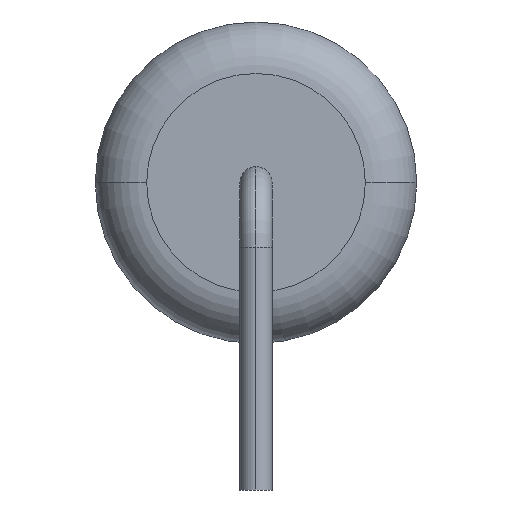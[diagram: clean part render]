
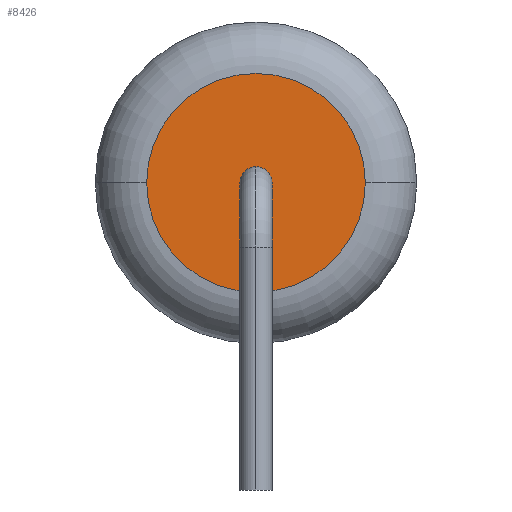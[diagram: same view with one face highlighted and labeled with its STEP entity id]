
A CAD part, left-side view. The second image highlights one B-rep face of the part: STEP entity #8426.
In plain terms, the highlighted planar face has unit normal (-1, 0, 0).
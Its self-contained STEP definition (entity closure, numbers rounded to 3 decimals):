
#822 = ORIENTED_EDGE ( 'NONE', *, *, #13022, .T. ) ;
#875 = CARTESIAN_POINT ( 'NONE',  ( -7.5, 0., 0. ) ) ;
#1310 = CARTESIAN_POINT ( 'NONE',  ( -7.5, 1.7, 0. ) ) ;
#1378 = DIRECTION ( 'NONE',  ( 1., 0., 0. ) ) ;
#1630 = CARTESIAN_POINT ( 'NONE',  ( -7.5, 1.7, 0. ) ) ;
#2112 = AXIS2_PLACEMENT_3D ( 'NONE', #9316, #11651, #12841 ) ;
#3261 = CARTESIAN_POINT ( 'NONE',  ( -7.5, 0., 0.25 ) ) ;
#3487 = CIRCLE ( 'NONE', #5540, 0.25 ) ;
#4256 = FACE_BOUND ( 'NONE', #8622, .T. ) ;
#5183 = DIRECTION ( 'NONE',  ( 0., -1., 0. ) ) ;
#5540 = AXIS2_PLACEMENT_3D ( 'NONE', #875, #9694, #11834 ) ;
#6334 = ORIENTED_EDGE ( 'NONE', *, *, #10496, .F. ) ;
#6798 = EDGE_LOOP ( 'NONE', ( #12866, #822 ) ) ;
#6914 = AXIS2_PLACEMENT_3D ( 'NONE', #1310, #1378, #12201 ) ;
#7207 = DIRECTION ( 'NONE',  ( -1., 0., 0. ) ) ;
#7661 = CARTESIAN_POINT ( 'NONE',  ( -7.5, -1.7, 0. ) ) ;
#7877 = CIRCLE ( 'NONE', #2112, 1.7 ) ;
#8196 = VERTEX_POINT ( 'NONE', #1630 ) ;
#8426 = ADVANCED_FACE ( 'NONE', ( #4256, #12768 ), #9577, .F. ) ;
#8539 = AXIS2_PLACEMENT_3D ( 'NONE', #9106, #9251, #13449 ) ;
#8622 = EDGE_LOOP ( 'NONE', ( #6334, #10652 ) ) ;
#9106 = CARTESIAN_POINT ( 'NONE',  ( -7.5, 0., 0. ) ) ;
#9251 = DIRECTION ( 'NONE',  ( -1., 0., 0. ) ) ;
#9307 = EDGE_CURVE ( 'NONE', #11933, #11981, #3487, .T. ) ;
#9316 = CARTESIAN_POINT ( 'NONE',  ( -7.5, 0., 0. ) ) ;
#9577 = PLANE ( 'NONE',  #6914 ) ;
#9694 = DIRECTION ( 'NONE',  ( -1., 0., 0. ) ) ;
#9957 = CIRCLE ( 'NONE', #14080, 1.7 ) ;
#10496 = EDGE_CURVE ( 'NONE', #11981, #11933, #14013, .T. ) ;
#10652 = ORIENTED_EDGE ( 'NONE', *, *, #9307, .F. ) ;
#11029 = VERTEX_POINT ( 'NONE', #7661 ) ;
#11285 = EDGE_CURVE ( 'NONE', #11029, #8196, #7877, .T. ) ;
#11651 = DIRECTION ( 'NONE',  ( -1., 0., 0. ) ) ;
#11834 = DIRECTION ( 'NONE',  ( 0., 1., 0. ) ) ;
#11841 = CARTESIAN_POINT ( 'NONE',  ( -7.5, 0., 0. ) ) ;
#11933 = VERTEX_POINT ( 'NONE', #3261 ) ;
#11981 = VERTEX_POINT ( 'NONE', #13360 ) ;
#12201 = DIRECTION ( 'NONE',  ( 0., 1., 0. ) ) ;
#12768 = FACE_OUTER_BOUND ( 'NONE', #6798, .T. ) ;
#12841 = DIRECTION ( 'NONE',  ( 0., -1., 0. ) ) ;
#12866 = ORIENTED_EDGE ( 'NONE', *, *, #11285, .T. ) ;
#13022 = EDGE_CURVE ( 'NONE', #8196, #11029, #9957, .T. ) ;
#13360 = CARTESIAN_POINT ( 'NONE',  ( -7.5, 0., -0.25 ) ) ;
#13449 = DIRECTION ( 'NONE',  ( 0., 1., 0. ) ) ;
#14013 = CIRCLE ( 'NONE', #8539, 0.25 ) ;
#14080 = AXIS2_PLACEMENT_3D ( 'NONE', #11841, #7207, #5183 ) ;
